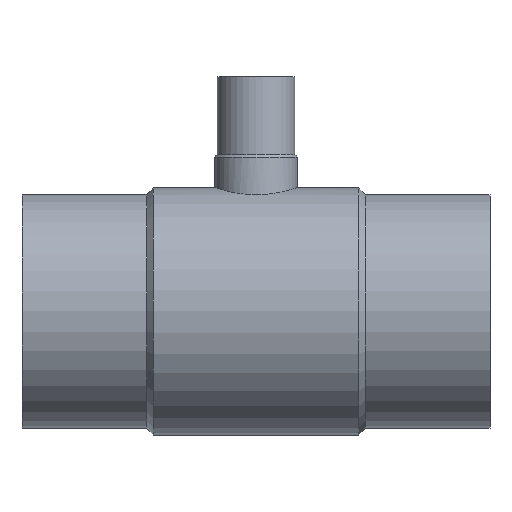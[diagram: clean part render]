
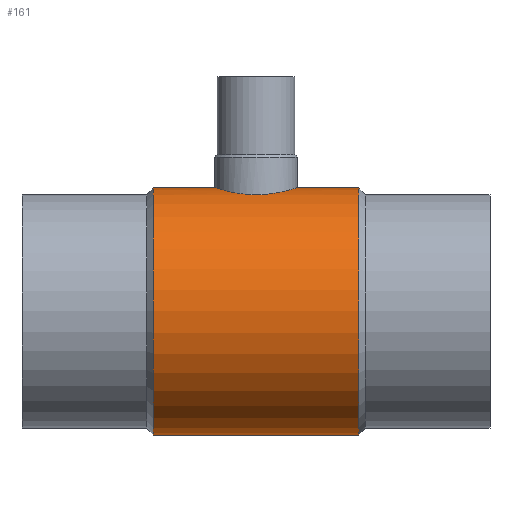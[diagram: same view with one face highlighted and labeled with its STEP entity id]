
A CAD part, top view. The second image highlights one B-rep face of the part: STEP entity #161.
In plain terms, the highlighted cylindrical face has radius 119.2 mm (diameter 238.4 mm), a partial arc.
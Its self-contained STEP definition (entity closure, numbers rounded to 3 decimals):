
#151 = VERTEX_POINT( '', #379 );
#155 = EDGE_CURVE( '', #151, #237, #383, .T. );
#161 = ADVANCED_FACE( '', ( #389 ), #390, .T. );
#165 = VERTEX_POINT( '', #394 );
#227 = EDGE_CURVE( '', #277, #319, #463, .T. );
#233 = EDGE_CURVE( '', #165, #277, #470, .T. );
#237 = VERTEX_POINT( '', #474 );
#239 = EDGE_CURVE( '', #329, #165, #476, .T. );
#271 = EDGE_CURVE( '', #151, #329, #513, .T. );
#277 = VERTEX_POINT( '', #519 );
#319 = VERTEX_POINT( '', #566 );
#329 = VERTEX_POINT( '', #580 );
#333 = EDGE_CURVE( '', #319, #237, #584, .T. );
#379 = CARTESIAN_POINT( '', ( -324.3, -119.2, 0. ) );
#383 = CIRCLE( '', #634, 119.2 );
#389 = FACE_OUTER_BOUND( '', #642, .T. );
#390 = CYLINDRICAL_SURFACE( '', #643, 119.2 );
#394 = CARTESIAN_POINT( '', ( -126.7, 119.2, 0. ) );
#463 = B_SPLINE_CURVE_WITH_KNOTS( '', 3, ( #744, #745, #746, #747, #748, #749, #750, #751, #752, #753, #754, #755, #756, #757, #758, #759, #760, #761, #762, #763, #764, #765, #766, #767, #768, #769, #770, #771, #772, #773, #774, #775, #776, #777, #778, #779, #780, #781, #782, #783, #784, #785, #786, #787, #788, #789, #790, #791, #792, #793, #794, #795, #796, #797, #798, #799, #800, #801, #802, #803, #804, #805, #806, #807, #808, #809 ), .UNSPECIFIED., .F., .F., ( 4, 2, 2, 2, 2, 2, 2, 2, 2, 2, 2, 2, 2, 2, 2, 2, 2, 2, 2, 2, 2, 2, 2, 2, 2, 2, 2, 2, 2, 2, 2, 2, 4 ), ( 60.397, 64.171, 67.944, 71.718, 75.492, 79.266, 83.04, 86.814, 90.588, 94.364, 98.139, 101.915, 105.691, 109.466, 113.242, 117.018, 120.793, 124.569, 128.345, 132.12, 135.896, 139.672, 143.447, 147.223, 150.999, 154.772, 158.546, 162.32, 166.094, 169.868, 173.642, 177.416, 181.19 ), .UNSPECIFIED. );
#470 = LINE( '', #851, #852 );
#474 = CARTESIAN_POINT( '', ( -324.3, 119.2, 0. ) );
#476 = CIRCLE( '', #861, 119.2 );
#513 = LINE( '', #975, #976 );
#519 = CARTESIAN_POINT( '', ( -185.75, 119.2, 0. ) );
#566 = CARTESIAN_POINT( '', ( -265.25, 119.2, 0. ) );
#580 = CARTESIAN_POINT( '', ( -126.7, -119.2, 0. ) );
#584 = LINE( '', #1157, #1158 );
#634 = AXIS2_PLACEMENT_3D( '', #1190, #1191, #1192 );
#642 = EDGE_LOOP( '', ( #1195, #1196, #1197, #1198, #1199, #1200 ) );
#643 = AXIS2_PLACEMENT_3D( '', #1201, #1202, #1203 );
#744 = CARTESIAN_POINT( '', ( -185.75, 119.2, 0. ) );
#745 = CARTESIAN_POINT( '', ( -185.75, 119.2, 1.258 ) );
#746 = CARTESIAN_POINT( '', ( -185.81, 119.18, 2.536 ) );
#747 = CARTESIAN_POINT( '', ( -186.058, 119.097, 5.107 ) );
#748 = CARTESIAN_POINT( '', ( -186.247, 119.035, 6.4 ) );
#749 = CARTESIAN_POINT( '', ( -186.754, 118.869, 8.975 ) );
#750 = CARTESIAN_POINT( '', ( -187.074, 118.765, 10.259 ) );
#751 = CARTESIAN_POINT( '', ( -187.841, 118.518, 12.792 ) );
#752 = CARTESIAN_POINT( '', ( -188.289, 118.376, 14.042 ) );
#753 = CARTESIAN_POINT( '', ( -189.306, 118.061, 16.488 ) );
#754 = CARTESIAN_POINT( '', ( -189.876, 117.887, 17.685 ) );
#755 = CARTESIAN_POINT( '', ( -191.126, 117.515, 20.006 ) );
#756 = CARTESIAN_POINT( '', ( -191.807, 117.317, 21.131 ) );
#757 = CARTESIAN_POINT( '', ( -193.263, 116.907, 23.292 ) );
#758 = CARTESIAN_POINT( '', ( -194.038, 116.695, 24.328 ) );
#759 = CARTESIAN_POINT( '', ( -195.665, 116.267, 26.297 ) );
#760 = CARTESIAN_POINT( '', ( -196.516, 116.051, 27.231 ) );
#761 = CARTESIAN_POINT( '', ( -198.27, 115.626, 28.985 ) );
#762 = CARTESIAN_POINT( '', ( -199.203, 115.409, 29.836 ) );
#763 = CARTESIAN_POINT( '', ( -201.173, 114.976, 31.463 ) );
#764 = CARTESIAN_POINT( '', ( -202.209, 114.76, 32.238 ) );
#765 = CARTESIAN_POINT( '', ( -204.37, 114.341, 33.694 ) );
#766 = CARTESIAN_POINT( '', ( -205.495, 114.138, 34.374 ) );
#767 = CARTESIAN_POINT( '', ( -207.816, 113.754, 35.624 ) );
#768 = CARTESIAN_POINT( '', ( -209.012, 113.574, 36.194 ) );
#769 = CARTESIAN_POINT( '', ( -211.457, 113.244, 37.211 ) );
#770 = CARTESIAN_POINT( '', ( -212.707, 113.096, 37.658 ) );
#771 = CARTESIAN_POINT( '', ( -215.24, 112.837, 38.426 ) );
#772 = CARTESIAN_POINT( '', ( -216.523, 112.728, 38.745 ) );
#773 = CARTESIAN_POINT( '', ( -219.099, 112.552, 39.253 ) );
#774 = CARTESIAN_POINT( '', ( -220.392, 112.486, 39.442 ) );
#775 = CARTESIAN_POINT( '', ( -222.963, 112.398, 39.69 ) );
#776 = CARTESIAN_POINT( '', ( -224.241, 112.377, 39.75 ) );
#777 = CARTESIAN_POINT( '', ( -226.759, 112.377, 39.75 ) );
#778 = CARTESIAN_POINT( '', ( -228.037, 112.398, 39.69 ) );
#779 = CARTESIAN_POINT( '', ( -230.608, 112.486, 39.442 ) );
#780 = CARTESIAN_POINT( '', ( -231.901, 112.552, 39.253 ) );
#781 = CARTESIAN_POINT( '', ( -234.477, 112.728, 38.745 ) );
#782 = CARTESIAN_POINT( '', ( -235.76, 112.837, 38.426 ) );
#783 = CARTESIAN_POINT( '', ( -238.293, 113.096, 37.658 ) );
#784 = CARTESIAN_POINT( '', ( -239.543, 113.244, 37.211 ) );
#785 = CARTESIAN_POINT( '', ( -241.988, 113.574, 36.194 ) );
#786 = CARTESIAN_POINT( '', ( -243.184, 113.754, 35.624 ) );
#787 = CARTESIAN_POINT( '', ( -245.505, 114.138, 34.374 ) );
#788 = CARTESIAN_POINT( '', ( -246.63, 114.341, 33.694 ) );
#789 = CARTESIAN_POINT( '', ( -248.791, 114.76, 32.238 ) );
#790 = CARTESIAN_POINT( '', ( -249.827, 114.976, 31.463 ) );
#791 = CARTESIAN_POINT( '', ( -251.797, 115.409, 29.836 ) );
#792 = CARTESIAN_POINT( '', ( -252.73, 115.626, 28.985 ) );
#793 = CARTESIAN_POINT( '', ( -254.484, 116.051, 27.231 ) );
#794 = CARTESIAN_POINT( '', ( -255.335, 116.267, 26.297 ) );
#795 = CARTESIAN_POINT( '', ( -256.962, 116.695, 24.328 ) );
#796 = CARTESIAN_POINT( '', ( -257.737, 116.907, 23.292 ) );
#797 = CARTESIAN_POINT( '', ( -259.193, 117.317, 21.131 ) );
#798 = CARTESIAN_POINT( '', ( -259.874, 117.515, 20.006 ) );
#799 = CARTESIAN_POINT( '', ( -261.124, 117.887, 17.685 ) );
#800 = CARTESIAN_POINT( '', ( -261.694, 118.061, 16.488 ) );
#801 = CARTESIAN_POINT( '', ( -262.711, 118.376, 14.042 ) );
#802 = CARTESIAN_POINT( '', ( -263.159, 118.518, 12.792 ) );
#803 = CARTESIAN_POINT( '', ( -263.926, 118.765, 10.259 ) );
#804 = CARTESIAN_POINT( '', ( -264.246, 118.869, 8.975 ) );
#805 = CARTESIAN_POINT( '', ( -264.753, 119.035, 6.4 ) );
#806 = CARTESIAN_POINT( '', ( -264.942, 119.097, 5.107 ) );
#807 = CARTESIAN_POINT( '', ( -265.19, 119.18, 2.536 ) );
#808 = CARTESIAN_POINT( '', ( -265.25, 119.2, 1.258 ) );
#809 = CARTESIAN_POINT( '', ( -265.25, 119.2, 0. ) );
#851 = CARTESIAN_POINT( '', ( -225.5, 119.2, 0. ) );
#852 = VECTOR( '', #1306, 1. );
#861 = AXIS2_PLACEMENT_3D( '', #1308, #1309, #1310 );
#975 = CARTESIAN_POINT( '', ( -225.5, -119.2, 0. ) );
#976 = VECTOR( '', #1363, 1. );
#1157 = CARTESIAN_POINT( '', ( -225.5, 119.2, 0. ) );
#1158 = VECTOR( '', #1446, 1. );
#1190 = CARTESIAN_POINT( '', ( -324.3, 0., 0. ) );
#1191 = DIRECTION( '', ( -1., 0., 0. ) );
#1192 = DIRECTION( '', ( 0., 1., 0. ) );
#1195 = ORIENTED_EDGE( '', *, *, #233, .T. );
#1196 = ORIENTED_EDGE( '', *, *, #227, .T. );
#1197 = ORIENTED_EDGE( '', *, *, #333, .T. );
#1198 = ORIENTED_EDGE( '', *, *, #155, .F. );
#1199 = ORIENTED_EDGE( '', *, *, #271, .T. );
#1200 = ORIENTED_EDGE( '', *, *, #239, .T. );
#1201 = CARTESIAN_POINT( '', ( -225.5, 0., 0. ) );
#1202 = DIRECTION( '', ( 1., 0., 0. ) );
#1203 = DIRECTION( '', ( 0., 1., 0. ) );
#1306 = DIRECTION( '', ( -1., 0., 0. ) );
#1308 = CARTESIAN_POINT( '', ( -126.7, 0., 0. ) );
#1309 = DIRECTION( '', ( -1., 0., 0. ) );
#1310 = DIRECTION( '', ( 0., 1., 0. ) );
#1363 = DIRECTION( '', ( 1., 0., 0. ) );
#1446 = DIRECTION( '', ( -1., 0., 0. ) );
